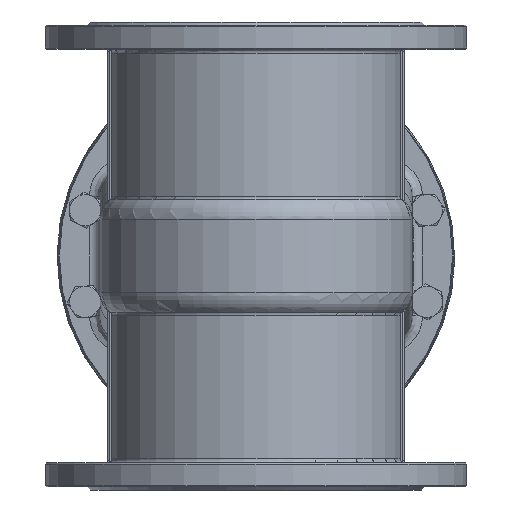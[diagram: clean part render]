
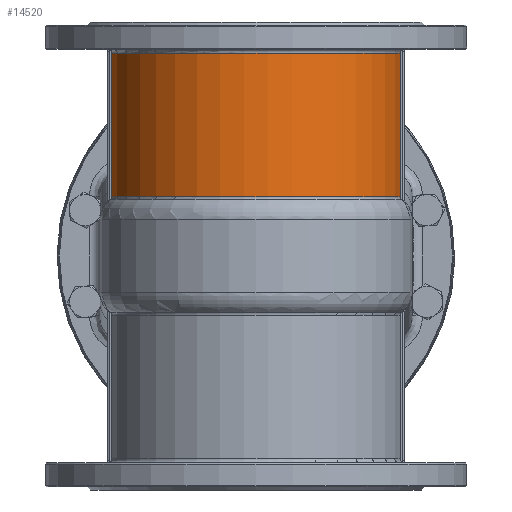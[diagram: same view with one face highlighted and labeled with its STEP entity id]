
A CAD part, front view. The second image highlights one B-rep face of the part: STEP entity #14520.
In plain terms, the highlighted cylindrical face has radius 140 mm (diameter 280 mm), a partial arc.
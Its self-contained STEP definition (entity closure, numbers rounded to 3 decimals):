
#1363=LINE('',#24712,#2165);
#1388=LINE('',#25348,#2190);
#2165=VECTOR('',#18779,10.);
#2190=VECTOR('',#18936,10.);
#2609=CYLINDRICAL_SURFACE('',#16001,140.);
#3618=FACE_OUTER_BOUND('',#4557,.T.);
#4557=EDGE_LOOP('',(#11527,#11528,#11529,#11530));
#5367=CIRCLE('',#15904,140.);
#5380=CIRCLE('',#15924,140.);
#6425=VERTEX_POINT('',#24698);
#6426=VERTEX_POINT('',#24711);
#6469=VERTEX_POINT('',#25022);
#6487=VERTEX_POINT('',#25329);
#8105=EDGE_CURVE('',#6426,#6425,#1363,.T.);
#8170=EDGE_CURVE('',#6425,#6469,#5367,.T.);
#8199=EDGE_CURVE('',#6487,#6426,#5380,.T.);
#8201=EDGE_CURVE('',#6487,#6469,#1388,.T.);
#11527=ORIENTED_EDGE('',*,*,#8170,.T.);
#11528=ORIENTED_EDGE('',*,*,#8201,.F.);
#11529=ORIENTED_EDGE('',*,*,#8199,.T.);
#11530=ORIENTED_EDGE('',*,*,#8105,.T.);
#14520=ADVANCED_FACE('',(#3618),#2609,.T.);
#15904=AXIS2_PLACEMENT_3D('',#25035,#18889,#18890);
#15924=AXIS2_PLACEMENT_3D('',#25330,#18932,#18933);
#16001=AXIS2_PLACEMENT_3D('',#25781,#19111,#19112);
#18779=DIRECTION('',(0.,0.,-1.));
#18889=DIRECTION('center_axis',(0.,0.,1.));
#18890=DIRECTION('ref_axis',(0.,-1.,0.));
#18932=DIRECTION('center_axis',(0.,0.,-1.));
#18933=DIRECTION('ref_axis',(0.,-1.,0.));
#18936=DIRECTION('',(0.,0.,-1.));
#19111=DIRECTION('center_axis',(0.,0.,1.));
#19112=DIRECTION('ref_axis',(1.,0.,0.));
#24698=CARTESIAN_POINT('',(-138.564,-20.,281.909));
#24711=CARTESIAN_POINT('',(-138.564,-20.,420.));
#24712=CARTESIAN_POINT('',(-138.564,-20.,424.));
#25022=CARTESIAN_POINT('',(138.564,-20.,281.909));
#25035=CARTESIAN_POINT('Origin',(0.,0.,281.909));
#25329=CARTESIAN_POINT('',(138.564,-20.,420.));
#25330=CARTESIAN_POINT('Origin',(0.,0.,420.));
#25348=CARTESIAN_POINT('',(138.564,-20.,424.));
#25781=CARTESIAN_POINT('Origin',(0.,0.,424.));
